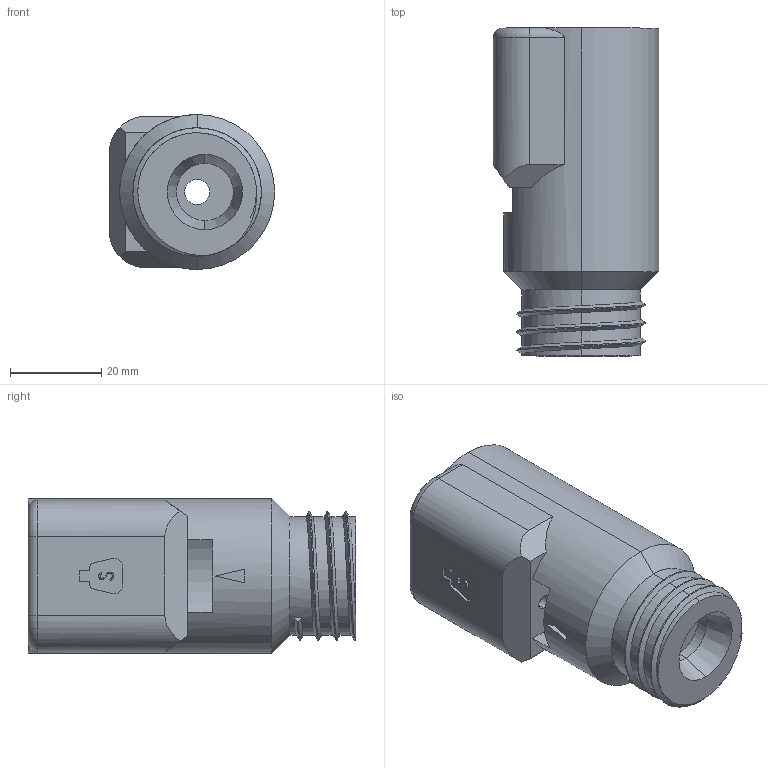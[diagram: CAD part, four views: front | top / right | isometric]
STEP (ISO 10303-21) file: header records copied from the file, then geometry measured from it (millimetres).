
FILE_DESCRIPTION (( 'STEP AP214' ), '1' );
FILE_NAME ('FuseBody.STEP', '2024-12-17T21:20:23', ( '' ), ( '' ), 'SwSTEP 2.0', 'SolidWorks 2022', '' );
FILE_SCHEMA (( 'AUTOMOTIVE_DESIGN' ));
Length unit declared in the file: millimetre
Products named in the file (1): FuseBody
Bounding box: 36.25 x 71.9 x 34 mm (x, y, z)
Volume: 39264.8 mm3; surface area: 16430.3 mm2
Topology: 1 solids, 1 shells, 124 faces, 332 edges, 218 vertices
Faces by surface type: plane 63, cylinder 37, bspline 18, cone 4, torus 2
Entity records: 5356 total; most frequent: CARTESIAN_POINT 2359, ORIENTED_EDGE 664, DIRECTION 545, EDGE_CURVE 332, VERTEX_POINT 218, LINE 201, VECTOR 201, AXIS2_PLACEMENT_3D 172
